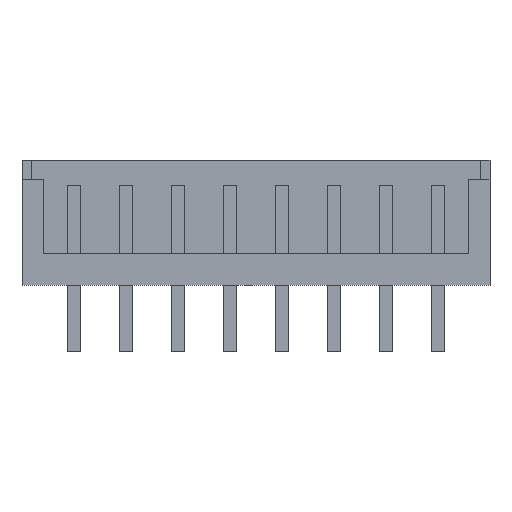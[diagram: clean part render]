
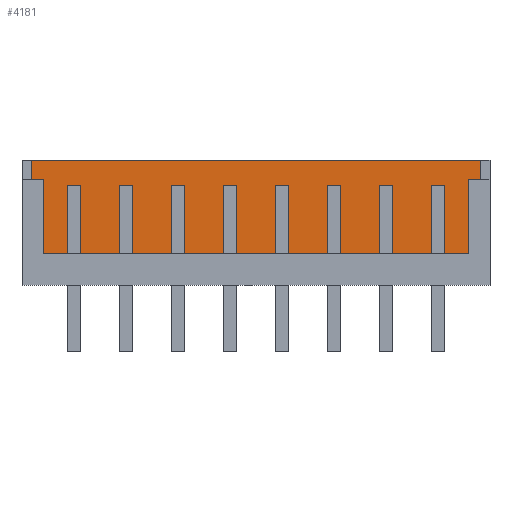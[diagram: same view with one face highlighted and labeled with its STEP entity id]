
A CAD part, front view. The second image highlights one B-rep face of the part: STEP entity #4181.
In plain terms, the highlighted planar face has unit normal (0, -1, 0).
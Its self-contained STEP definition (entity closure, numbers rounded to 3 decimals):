
#44 = PLANE('',#45);
#45 = AXIS2_PLACEMENT_3D('',#46,#47,#48);
#46 = CARTESIAN_POINT('',(19.55,1.098,1.5));
#47 = DIRECTION('',(0.,0.,-1.));
#48 = DIRECTION('',(0.,1.,0.));
#1451 = VERTEX_POINT('',#1452);
#1452 = CARTESIAN_POINT('',(19.55,1.098,1.5));
#1466 = PLANE('',#1467);
#1467 = AXIS2_PLACEMENT_3D('',#1468,#1469,#1470);
#1468 = CARTESIAN_POINT('',(19.55,1.098,1.5));
#1469 = DIRECTION('',(-1.,0.,0.));
#1470 = DIRECTION('',(0.,-1.,0.));
#1478 = EDGE_CURVE('',#1479,#1451,#1481,.T.);
#1479 = VERTEX_POINT('',#1480);
#1480 = CARTESIAN_POINT('',(-2.05,1.098,1.5));
#1481 = SURFACE_CURVE('',#1482,(#1486,#1493),.PCURVE_S1.);
#1482 = LINE('',#1483,#1484);
#1483 = CARTESIAN_POINT('',(-2.05,1.098,1.5));
#1484 = VECTOR('',#1485,1.);
#1485 = DIRECTION('',(1.,0.,0.));
#1486 = PCURVE('',#44,#1487);
#1487 = DEFINITIONAL_REPRESENTATION('',(#1488),#1492);
#1488 = LINE('',#1489,#1490);
#1489 = CARTESIAN_POINT('',(0.,-21.6));
#1490 = VECTOR('',#1491,1.);
#1491 = DIRECTION('',(0.,1.));
#1492 = ( GEOMETRIC_REPRESENTATION_CONTEXT(2) 
PARAMETRIC_REPRESENTATION_CONTEXT() REPRESENTATION_CONTEXT('2D SPACE',''
  ) );
#1493 = PCURVE('',#1494,#1499);
#1494 = PLANE('',#1495);
#1495 = AXIS2_PLACEMENT_3D('',#1496,#1497,#1498);
#1496 = CARTESIAN_POINT('',(-2.05,1.098,1.5));
#1497 = DIRECTION('',(0.,-1.,0.));
#1498 = DIRECTION('',(1.,0.,0.));
#1499 = DEFINITIONAL_REPRESENTATION('',(#1500),#1504);
#1500 = LINE('',#1501,#1502);
#1501 = CARTESIAN_POINT('',(0.,0.));
#1502 = VECTOR('',#1503,1.);
#1503 = DIRECTION('',(1.,0.));
#1504 = ( GEOMETRIC_REPRESENTATION_CONTEXT(2) 
PARAMETRIC_REPRESENTATION_CONTEXT() REPRESENTATION_CONTEXT('2D SPACE',''
  ) );
#1522 = PLANE('',#1523);
#1523 = AXIS2_PLACEMENT_3D('',#1524,#1525,#1526);
#1524 = CARTESIAN_POINT('',(-2.05,1.098,1.5));
#1525 = DIRECTION('',(1.,0.,0.));
#1526 = DIRECTION('',(0.,1.,0.));
#1821 = PLANE('',#1822);
#1822 = AXIS2_PLACEMENT_3D('',#1823,#1824,#1825);
#1823 = CARTESIAN_POINT('',(20.,-0.2,6.));
#1824 = DIRECTION('',(0.,0.,-1.));
#1825 = DIRECTION('',(0.,1.,0.));
#2367 = VERTEX_POINT('',#2368);
#2368 = CARTESIAN_POINT('',(19.55,1.098,6.));
#2389 = EDGE_CURVE('',#1451,#2367,#2390,.T.);
#2390 = SURFACE_CURVE('',#2391,(#2395,#2402),.PCURVE_S1.);
#2391 = LINE('',#2392,#2393);
#2392 = CARTESIAN_POINT('',(19.55,1.098,1.5));
#2393 = VECTOR('',#2394,1.);
#2394 = DIRECTION('',(0.,0.,1.));
#2395 = PCURVE('',#1466,#2396);
#2396 = DEFINITIONAL_REPRESENTATION('',(#2397),#2401);
#2397 = LINE('',#2398,#2399);
#2398 = CARTESIAN_POINT('',(0.,0.));
#2399 = VECTOR('',#2400,1.);
#2400 = DIRECTION('',(0.,1.));
#2401 = ( GEOMETRIC_REPRESENTATION_CONTEXT(2) 
PARAMETRIC_REPRESENTATION_CONTEXT() REPRESENTATION_CONTEXT('2D SPACE',''
  ) );
#2402 = PCURVE('',#1494,#2403);
#2403 = DEFINITIONAL_REPRESENTATION('',(#2404),#2408);
#2404 = LINE('',#2405,#2406);
#2405 = CARTESIAN_POINT('',(21.6,0.));
#2406 = VECTOR('',#2407,1.);
#2407 = DIRECTION('',(0.,1.));
#2408 = ( GEOMETRIC_REPRESENTATION_CONTEXT(2) 
PARAMETRIC_REPRESENTATION_CONTEXT() REPRESENTATION_CONTEXT('2D SPACE',''
  ) );
#3636 = EDGE_CURVE('',#1479,#3637,#3639,.T.);
#3637 = VERTEX_POINT('',#3638);
#3638 = CARTESIAN_POINT('',(-2.05,1.098,6.));
#3639 = SURFACE_CURVE('',#3640,(#3644,#3651),.PCURVE_S1.);
#3640 = LINE('',#3641,#3642);
#3641 = CARTESIAN_POINT('',(-2.05,1.098,1.5));
#3642 = VECTOR('',#3643,1.);
#3643 = DIRECTION('',(0.,0.,1.));
#3644 = PCURVE('',#1522,#3645);
#3645 = DEFINITIONAL_REPRESENTATION('',(#3646),#3650);
#3646 = LINE('',#3647,#3648);
#3647 = CARTESIAN_POINT('',(0.,0.));
#3648 = VECTOR('',#3649,1.);
#3649 = DIRECTION('',(0.,1.));
#3650 = ( GEOMETRIC_REPRESENTATION_CONTEXT(2) 
PARAMETRIC_REPRESENTATION_CONTEXT() REPRESENTATION_CONTEXT('2D SPACE',''
  ) );
#3651 = PCURVE('',#1494,#3652);
#3652 = DEFINITIONAL_REPRESENTATION('',(#3653),#3657);
#3653 = LINE('',#3654,#3655);
#3654 = CARTESIAN_POINT('',(0.,0.));
#3655 = VECTOR('',#3656,1.);
#3656 = DIRECTION('',(0.,1.));
#3657 = ( GEOMETRIC_REPRESENTATION_CONTEXT(2) 
PARAMETRIC_REPRESENTATION_CONTEXT() REPRESENTATION_CONTEXT('2D SPACE',''
  ) );
#4181 = ADVANCED_FACE('',(#4182),#1494,.T.);
#4182 = FACE_BOUND('',#4183,.T.);
#4183 = EDGE_LOOP('',(#4184,#4205,#4206,#4207));
#4184 = ORIENTED_EDGE('',*,*,#4185,.F.);
#4185 = EDGE_CURVE('',#3637,#2367,#4186,.T.);
#4186 = SURFACE_CURVE('',#4187,(#4191,#4198),.PCURVE_S1.);
#4187 = LINE('',#4188,#4189);
#4188 = CARTESIAN_POINT('',(-2.05,1.098,6.));
#4189 = VECTOR('',#4190,1.);
#4190 = DIRECTION('',(1.,0.,0.));
#4191 = PCURVE('',#1494,#4192);
#4192 = DEFINITIONAL_REPRESENTATION('',(#4193),#4197);
#4193 = LINE('',#4194,#4195);
#4194 = CARTESIAN_POINT('',(0.,4.5));
#4195 = VECTOR('',#4196,1.);
#4196 = DIRECTION('',(1.,0.));
#4197 = ( GEOMETRIC_REPRESENTATION_CONTEXT(2) 
PARAMETRIC_REPRESENTATION_CONTEXT() REPRESENTATION_CONTEXT('2D SPACE',''
  ) );
#4198 = PCURVE('',#1821,#4199);
#4199 = DEFINITIONAL_REPRESENTATION('',(#4200),#4204);
#4200 = LINE('',#4201,#4202);
#4201 = CARTESIAN_POINT('',(1.298,-22.05));
#4202 = VECTOR('',#4203,1.);
#4203 = DIRECTION('',(0.,1.));
#4204 = ( GEOMETRIC_REPRESENTATION_CONTEXT(2) 
PARAMETRIC_REPRESENTATION_CONTEXT() REPRESENTATION_CONTEXT('2D SPACE',''
  ) );
#4205 = ORIENTED_EDGE('',*,*,#3636,.F.);
#4206 = ORIENTED_EDGE('',*,*,#1478,.T.);
#4207 = ORIENTED_EDGE('',*,*,#2389,.T.);
